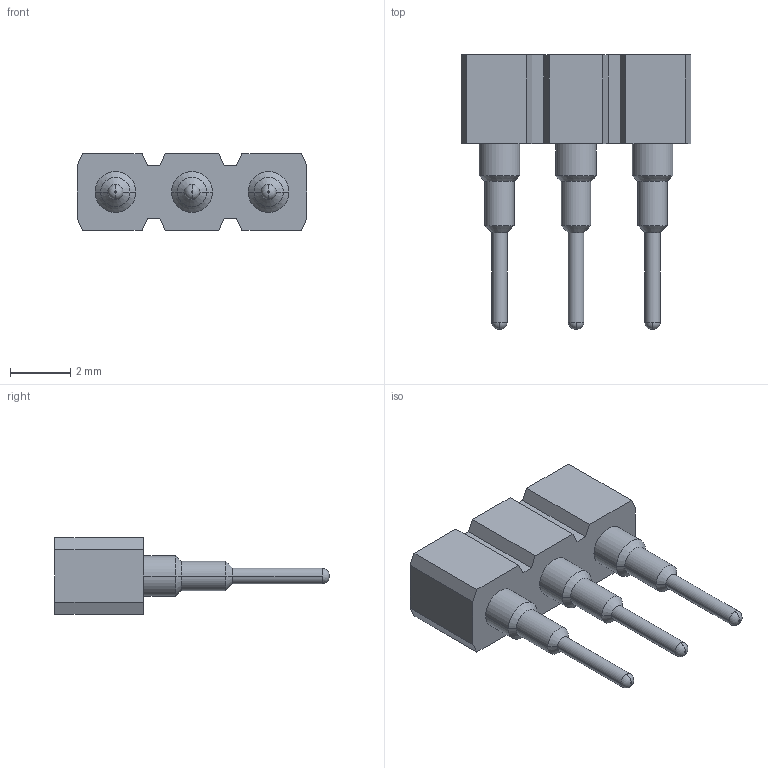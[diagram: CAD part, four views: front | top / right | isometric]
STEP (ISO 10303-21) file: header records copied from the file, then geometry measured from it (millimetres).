
FILE_DESCRIPTION(('STEP AP242'),'1');
FILE_NAME('pcb_connector_316-87-103-41-006101.stp','2022-03-11T23:37:12',('TraceParts'),('TraceParts S.A.'),'Spatial InterOp 3D',' ',' ');
FILE_SCHEMA(('AP242_MANAGED_MODEL_BASED_3D_ENGINEERING_MIM_LF {1 0 10303 442 1 1 4}'));
Length unit declared in the file: millimetre
Products named in the file (1): pcb_connector_316-87-103-41-006101
Bounding box: 7.62 x 9.1 x 2.54 mm (x, y, z)
Volume: 55.9 mm3; surface area: 199.3 mm2
Topology: 1 solids, 1 shells, 143 faces, 321 edges, 186 vertices
Faces by surface type: cone 54, cylinder 48, plane 35, torus 6
Entity records: 5054 total; most frequent: DIRECTION 744, CARTESIAN_POINT 645, ORIENTED_EDGE 630, EDGE_CURVE 315, AXIS2_PLACEMENT_3D 285, VERTEX_POINT 186, LINE 174, VECTOR 174
